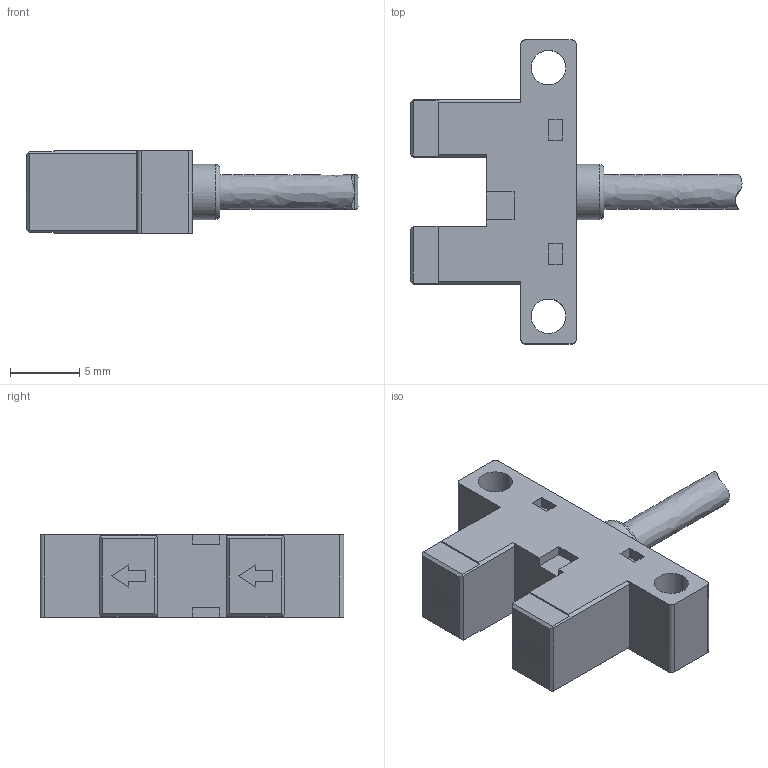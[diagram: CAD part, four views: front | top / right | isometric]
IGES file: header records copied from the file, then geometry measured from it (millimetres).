
Global section: file name: KPS-M20; native system: Autodesk Inventor 2014; preprocessor: unknown; author: KHJ; date: 20141128.135200; units: millimetre
Bounding box: 24.03 x 22 x 6 mm (x, y, z)
Volume: 1003.5 mm3; surface area: 994.3 mm2
Topology: 1 solids, 1 shells, 189 faces, 514 edges, 343 vertices
Faces by surface type: bspline 189
